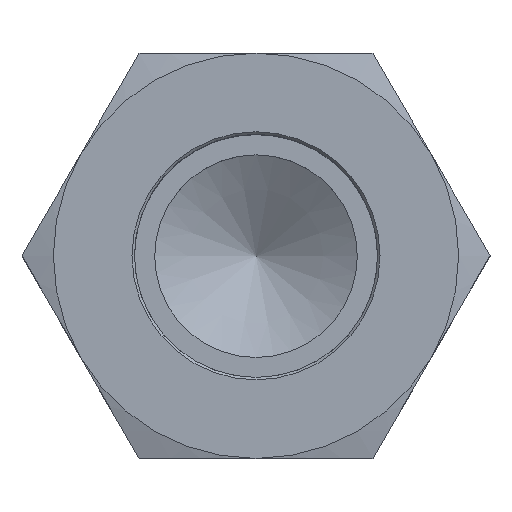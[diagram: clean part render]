
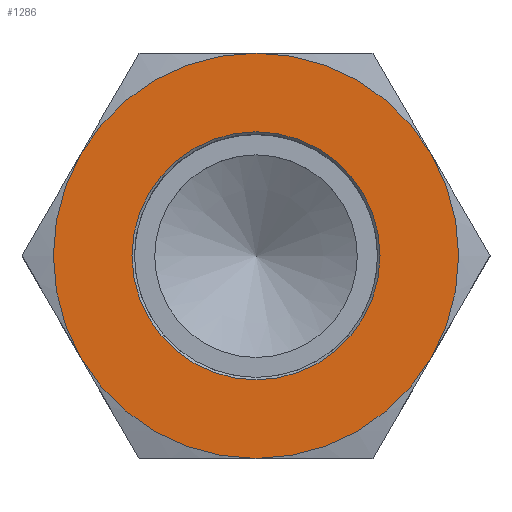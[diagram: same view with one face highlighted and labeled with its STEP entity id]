
A CAD part, top view. The second image highlights one B-rep face of the part: STEP entity #1286.
In plain terms, the highlighted planar face has unit normal (0, 0, 1).
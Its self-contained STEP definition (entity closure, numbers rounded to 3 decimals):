
#194=PLANE('',#1426);
#262=FACE_BOUND('',#444,.T.);
#320=FACE_OUTER_BOUND('',#443,.T.);
#443=EDGE_LOOP('',(#999,#1000,#1001,#1002,#1003,#1004));
#444=EDGE_LOOP('',(#1005));
#537=CIRCLE('',#1423,15.3);
#539=CIRCLE('',#1427,25.);
#540=CIRCLE('',#1428,25.);
#541=CIRCLE('',#1429,25.);
#542=CIRCLE('',#1430,25.);
#543=CIRCLE('',#1431,25.);
#544=CIRCLE('',#1432,25.);
#619=VERTEX_POINT('',#2102);
#621=VERTEX_POINT('',#2108);
#622=VERTEX_POINT('',#2109);
#623=VERTEX_POINT('',#2111);
#624=VERTEX_POINT('',#2113);
#625=VERTEX_POINT('',#2115);
#626=VERTEX_POINT('',#2117);
#755=EDGE_CURVE('',#619,#619,#537,.T.);
#757=EDGE_CURVE('',#621,#622,#539,.T.);
#758=EDGE_CURVE('',#622,#623,#540,.T.);
#759=EDGE_CURVE('',#623,#624,#541,.T.);
#760=EDGE_CURVE('',#624,#625,#542,.T.);
#761=EDGE_CURVE('',#625,#626,#543,.T.);
#762=EDGE_CURVE('',#626,#621,#544,.T.);
#999=ORIENTED_EDGE('',*,*,#757,.T.);
#1000=ORIENTED_EDGE('',*,*,#758,.T.);
#1001=ORIENTED_EDGE('',*,*,#759,.T.);
#1002=ORIENTED_EDGE('',*,*,#760,.T.);
#1003=ORIENTED_EDGE('',*,*,#761,.T.);
#1004=ORIENTED_EDGE('',*,*,#762,.T.);
#1005=ORIENTED_EDGE('',*,*,#755,.F.);
#1286=ADVANCED_FACE('',(#320,#262),#194,.T.);
#1423=AXIS2_PLACEMENT_3D('',#2103,#1683,#1684);
#1426=AXIS2_PLACEMENT_3D('',#2107,#1689,#1690);
#1427=AXIS2_PLACEMENT_3D('',#2110,#1691,#1692);
#1428=AXIS2_PLACEMENT_3D('',#2112,#1693,#1694);
#1429=AXIS2_PLACEMENT_3D('',#2114,#1695,#1696);
#1430=AXIS2_PLACEMENT_3D('',#2116,#1697,#1698);
#1431=AXIS2_PLACEMENT_3D('',#2118,#1699,#1700);
#1432=AXIS2_PLACEMENT_3D('',#2119,#1701,#1702);
#1683=DIRECTION('center_axis',(0.,0.,1.));
#1684=DIRECTION('ref_axis',(1.,0.,0.));
#1689=DIRECTION('center_axis',(0.,0.,1.));
#1690=DIRECTION('ref_axis',(1.,0.,0.));
#1691=DIRECTION('center_axis',(0.,0.,1.));
#1692=DIRECTION('ref_axis',(0.,1.,0.));
#1693=DIRECTION('center_axis',(0.,0.,1.));
#1694=DIRECTION('ref_axis',(0.,1.,0.));
#1695=DIRECTION('center_axis',(0.,0.,1.));
#1696=DIRECTION('ref_axis',(0.,1.,0.));
#1697=DIRECTION('center_axis',(0.,0.,1.));
#1698=DIRECTION('ref_axis',(0.,1.,0.));
#1699=DIRECTION('center_axis',(0.,0.,1.));
#1700=DIRECTION('ref_axis',(0.,1.,0.));
#1701=DIRECTION('center_axis',(0.,0.,1.));
#1702=DIRECTION('ref_axis',(0.,1.,0.));
#2102=CARTESIAN_POINT('',(-15.3,0.,47.));
#2103=CARTESIAN_POINT('Origin',(0.,0.,
47.));
#2107=CARTESIAN_POINT('Origin',(0.,0.,47.));
#2108=CARTESIAN_POINT('',(-21.651,-12.5,47.));
#2109=CARTESIAN_POINT('',(0.,-25.,47.));
#2110=CARTESIAN_POINT('Origin',(0.,0.,47.));
#2111=CARTESIAN_POINT('',(21.651,-12.5,47.));
#2112=CARTESIAN_POINT('Origin',(0.,0.,47.));
#2113=CARTESIAN_POINT('',(21.651,12.5,47.));
#2114=CARTESIAN_POINT('Origin',(0.,0.,47.));
#2115=CARTESIAN_POINT('',(0.,25.,47.));
#2116=CARTESIAN_POINT('Origin',(0.,0.,47.));
#2117=CARTESIAN_POINT('',(-21.651,12.5,47.));
#2118=CARTESIAN_POINT('Origin',(0.,0.,47.));
#2119=CARTESIAN_POINT('Origin',(0.,0.,47.));
